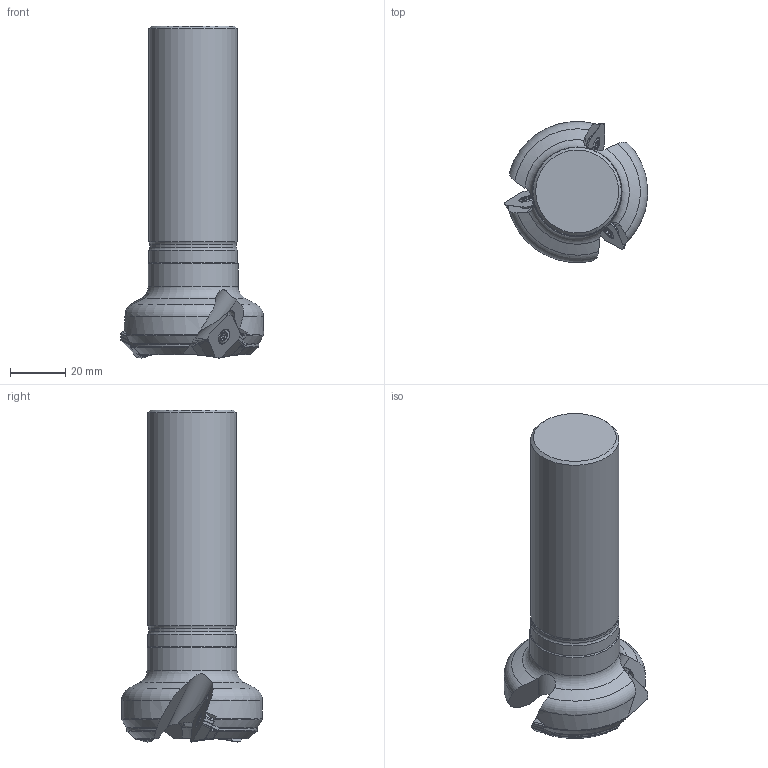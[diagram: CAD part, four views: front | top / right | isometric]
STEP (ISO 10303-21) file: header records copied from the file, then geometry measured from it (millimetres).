
FILE_DESCRIPTION(/* description */ (''),/* implementation_level */ '2;1');
FILE_NAME(/* name */ 'toolassembly_1.stp',/* time_stamp */ '2019-05-02T16:39:43+02:00',/* author */ (''),/* organization */ ('SMS'),/* preprocessor_version */ 'ST-DEVELOPER v15',/* originating_system */ 'SIEMENS PLM Software NX 8.5',/* authorisation */ '');
FILE_SCHEMA (('AUTOMOTIVE_DESIGN { 1 0 10303 214 3 1 1 1 }'));
Length unit declared in the file: millimetre
Products named in the file (4): CUT_20190502163903; NOCUT_20190502163836; ASSEMBLY_CONSTRUCTION; TOOLASSEMBLY_1
Assembly tree (5 placements, depth 2):
  TOOLASSEMBLY_1
    ASSEMBLY_CONSTRUCTION
    NOCUT_20190502163836
    CUT_20190502163903  x3
Bounding box: 51.7 x 50.95 x 120.01 mm (x, y, z)
Volume: 105117.3 mm3; surface area: 18030.8 mm2
Topology: 4 solids, 4 shells, 432 faces, 1308 edges, 905 vertices
Faces by surface type: plane 155, extrusion 111, cone 59, cylinder 49, torus 46, sphere 12
Full cylindrical faces by diameter (mm): 3.5 x3, 4.1 x3, 5.25 x3, 31.3 x1, 31.98 x1, 32 x1, 32.5 x1
Entity records: 14386 total; most frequent: CARTESIAN_POINT 5485, ORIENTED_EDGE 1910, DIRECTION 1679, EDGE_CURVE 955, AXIS2_PLACEMENT_3D 661, VERTEX_POINT 653, EDGE_LOOP 393, B_SPLINE_CURVE_WITH_KNOTS 360
